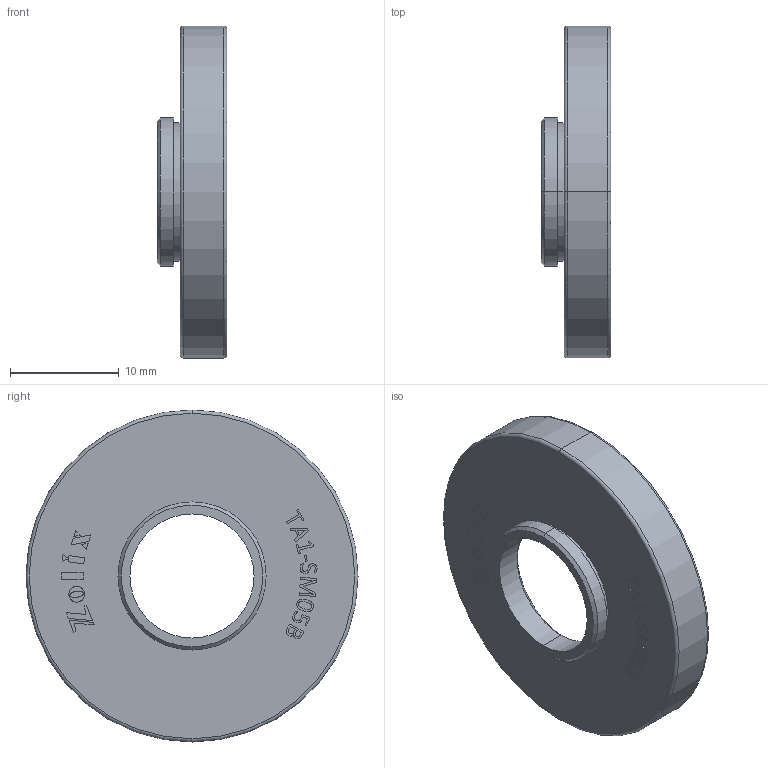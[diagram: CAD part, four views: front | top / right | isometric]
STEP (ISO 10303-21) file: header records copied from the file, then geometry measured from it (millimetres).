
FILE_DESCRIPTION (( 'STEP AP203' ), '1' );
FILE_NAME ('TA1-SM05B.STEP', '2025-10-15T09:01:03', ( '' ), ( '' ), 'SwSTEP 2.0', 'SolidWorks 2020', '' );
FILE_SCHEMA (( 'CONFIG_CONTROL_DESIGN' ));
Length unit declared in the file: millimetre
Products named in the file (1): TA1-SM05B
Bounding box: 6.4 x 30.5 x 30.5 mm (x, y, z)
Volume: 1229.9 mm3; surface area: 2239.6 mm2
Topology: 1 solids, 1 shells, 330 faces, 893 edges, 592 vertices
Faces by surface type: plane 223, bspline 85, cylinder 12, cone 6, torus 4
Entity records: 12114 total; most frequent: CARTESIAN_POINT 5037, ORIENTED_EDGE 1786, EDGE_CURVE 893, DIRECTION 869, VERTEX_POINT 592, B_SPLINE_CURVE_WITH_KNOTS 554, EDGE_LOOP 359, ADVANCED_FACE 330
